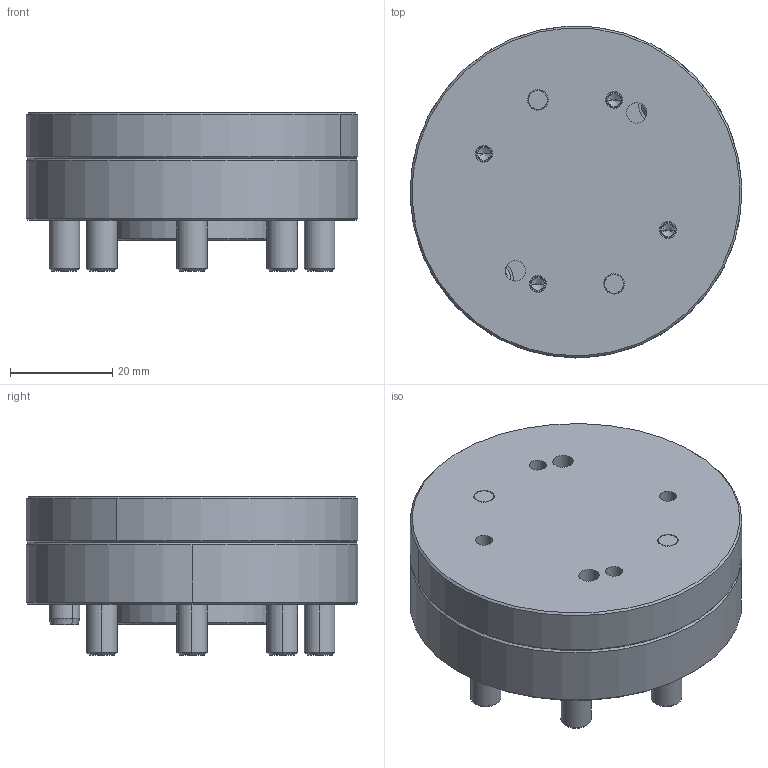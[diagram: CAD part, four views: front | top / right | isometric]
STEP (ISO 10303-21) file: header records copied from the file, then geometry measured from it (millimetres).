
FILE_DESCRIPTION (( 'STEP AP214' ), '1' );
FILE_NAME ('W30002789.STEP', '2024-05-22T15:39:53', ( '' ), ( '' ), 'SwSTEP 2.0', 'SolidWorks 2023', '' );
FILE_SCHEMA (( 'AUTOMOTIVE_DESIGN' ));
Length unit declared in the file: inch
Products named in the file (6): parallel pin unhardened_iso_ISO 2338 - 4 m6 x 16 - St; M30007671; M30007672; W30002789; socket head cap screw_am_B18.3.1M - 6 x 1.0 x 16 Hex SHCS -- 16NHX; parallel pin unhardened_iso_ISO 2338 - 6 m6 x 12 - St
Assembly tree (12 placements, depth 2):
  W30002789
    socket head cap screw_am_B18.3.1M - 6 x 1.0 x 16 Hex SHCS -- 16NHX  x7
    parallel pin unhardened_iso_ISO 2338 - 6 m6 x 12 - St
    parallel pin unhardened_iso_ISO 2338 - 4 m6 x 16 - St  x2
    M30007671
    M30007672
Bounding box: 65 x 65 x 31 mm (x, y, z)
Volume: 72551.9 mm3; surface area: 26419.1 mm2
Topology: 12 solids, 12 shells, 325 faces, 712 edges, 416 vertices
Faces by surface type: plane 127, cylinder 106, cone 78, torus 14
Entity records: 4581 total; most frequent: DIRECTION 866, CARTESIAN_POINT 714, ORIENTED_EDGE 668, AXIS2_PLACEMENT_3D 362, EDGE_CURVE 334, VERTEX_POINT 210, EDGE_LOOP 206, CIRCLE 192
